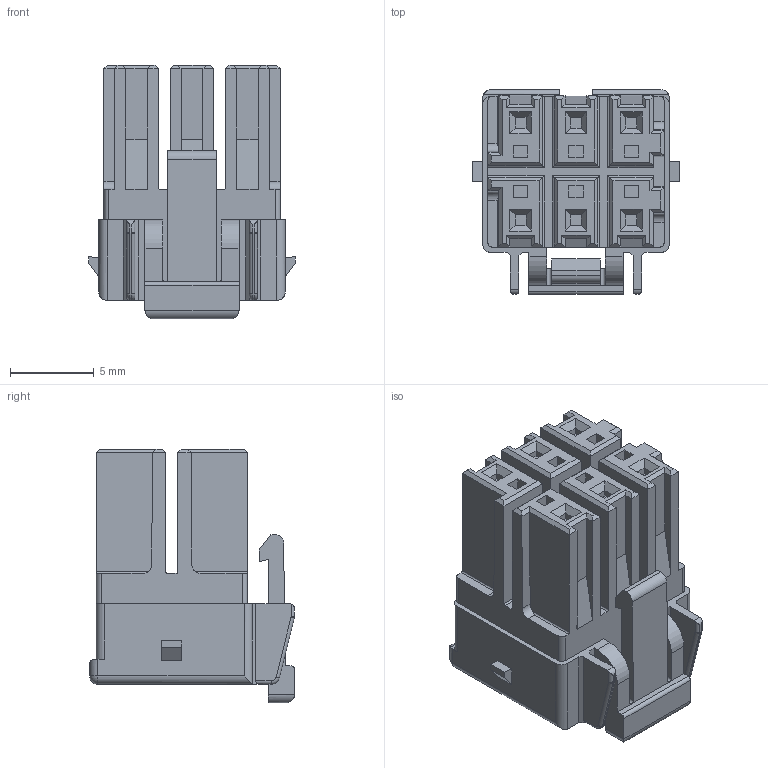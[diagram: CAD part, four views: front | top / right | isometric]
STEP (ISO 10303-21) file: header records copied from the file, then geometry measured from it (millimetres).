
FILE_DESCRIPTION(('Creo Elements/Direct Modeling STEP Export'),'2;1');
FILE_NAME('DF33C-6DS-3.3C.stp','2015-10-06T12:54:31',(''),(''),'Creo Elements/Direct Modeling STEP processor for AP214 (Solid Model)','Creo Elements/Direct Modeling 18.1E 22-Nov-2013 (C) Parametric Technology GmbH','');
FILE_SCHEMA(('AUTOMOTIVE_DESIGN { 1 0 10303 214 1 1 1 1 }'));
Length unit declared in the file: millimetre
Products named in the file (1): DF33C-6DS-3.3C
Bounding box: 12.3 x 12.2 x 15.1 mm (x, y, z)
Volume: 1188.4 mm3; surface area: 1346.3 mm2
Topology: 1 solids, 1 shells, 429 faces, 1092 edges, 682 vertices
Faces by surface type: plane 353, cylinder 66, torus 8, sphere 2
Entity records: 12742 total; most frequent: CARTESIAN_POINT 2380, ORIENTED_EDGE 2180, DIRECTION 2038, EDGE_CURVE 1090, VECTOR 958, LINE 958, VERTEX_POINT 682, AXIS2_PLACEMENT_3D 540
